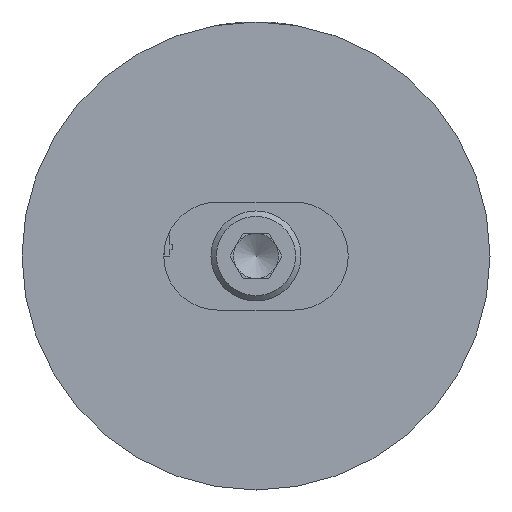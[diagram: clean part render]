
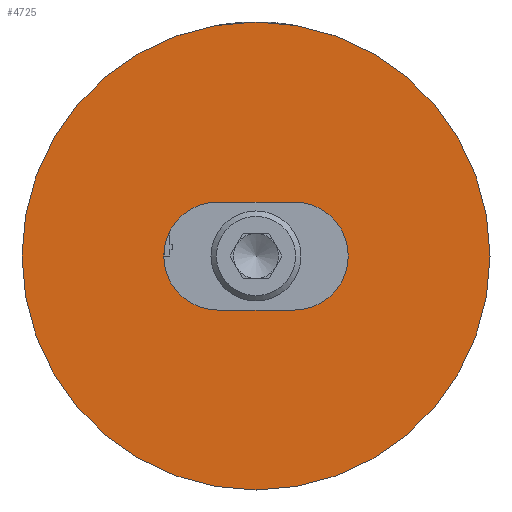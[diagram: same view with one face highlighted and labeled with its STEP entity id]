
A CAD part, front view. The second image highlights one B-rep face of the part: STEP entity #4725.
In plain terms, the highlighted planar face has unit normal (0, -1, 0).
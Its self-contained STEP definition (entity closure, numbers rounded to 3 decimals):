
#104 = DIRECTION ( 'NONE',  ( 0., 1., 0. ) ) ;
#157 = FACE_OUTER_BOUND ( 'NONE', #16165, .T. ) ;
#1747 = CARTESIAN_POINT ( 'NONE',  ( -4.25, 0., 6. ) ) ;
#1857 = DIRECTION ( 'NONE',  ( 0., 0., 1. ) ) ;
#2032 = ORIENTED_EDGE ( 'NONE', *, *, #18471, .T. ) ;
#2497 = DIRECTION ( 'NONE',  ( -1., 0., 0. ) ) ;
#2530 = VERTEX_POINT ( 'NONE', #5738 ) ;
#2730 = AXIS2_PLACEMENT_3D ( 'NONE', #5319, #104, #1857 ) ;
#2801 = AXIS2_PLACEMENT_3D ( 'NONE', #10686, #6788, #12420 ) ;
#3043 = ORIENTED_EDGE ( 'NONE', *, *, #6555, .T. ) ;
#3215 = CARTESIAN_POINT ( 'NONE',  ( 4.25, 0., -6. ) ) ;
#3715 = DIRECTION ( 'NONE',  ( 0., 0., 1. ) ) ;
#4725 = ADVANCED_FACE ( 'NONE', ( #15937, #157 ), #23201, .F. ) ;
#4794 = ORIENTED_EDGE ( 'NONE', *, *, #23276, .F. ) ;
#5319 = CARTESIAN_POINT ( 'NONE',  ( -4.25, 0., 0. ) ) ;
#5323 = EDGE_CURVE ( 'NONE', #14339, #20629, #22970, .T. ) ;
#5738 = CARTESIAN_POINT ( 'NONE',  ( -4.25, 0., 6. ) ) ;
#5921 = DIRECTION ( 'NONE',  ( 0., 1., 0. ) ) ;
#6057 = VECTOR ( 'NONE', #22057, 1000. ) ;
#6555 = EDGE_CURVE ( 'NONE', #2530, #11190, #10831, .T. ) ;
#6788 = DIRECTION ( 'NONE',  ( 0., 1., 0. ) ) ;
#7646 = CARTESIAN_POINT ( 'NONE',  ( 0., 0., 26. ) ) ;
#8662 = AXIS2_PLACEMENT_3D ( 'NONE', #16594, #14465, #3715 ) ;
#8947 = CARTESIAN_POINT ( 'NONE',  ( -4.25, 0., -6. ) ) ;
#10507 = EDGE_CURVE ( 'NONE', #11190, #14339, #15013, .T. ) ;
#10686 = CARTESIAN_POINT ( 'NONE',  ( 0., 0., 0. ) ) ;
#10831 = LINE ( 'NONE', #1747, #6057 ) ;
#11190 = VERTEX_POINT ( 'NONE', #13678 ) ;
#11502 = DIRECTION ( 'NONE',  ( 0., 0., 1. ) ) ;
#11930 = CIRCLE ( 'NONE', #8662, 26. ) ;
#12420 = DIRECTION ( 'NONE',  ( 0., 0., 1. ) ) ;
#13271 = CARTESIAN_POINT ( 'NONE',  ( -4.25, 0., -6. ) ) ;
#13678 = CARTESIAN_POINT ( 'NONE',  ( 4.25, 0., 6. ) ) ;
#14339 = VERTEX_POINT ( 'NONE', #3215 ) ;
#14465 = DIRECTION ( 'NONE',  ( 0., 1., 0. ) ) ;
#14496 = CARTESIAN_POINT ( 'NONE',  ( 4.25, 0., 0. ) ) ;
#15013 = CIRCLE ( 'NONE', #20620, 6. ) ;
#15937 = FACE_BOUND ( 'NONE', #22082, .T. ) ;
#16165 = EDGE_LOOP ( 'NONE', ( #4794 ) ) ;
#16594 = CARTESIAN_POINT ( 'NONE',  ( 0., 0., 0. ) ) ;
#17622 = VECTOR ( 'NONE', #2497, 1000. ) ;
#17854 = ORIENTED_EDGE ( 'NONE', *, *, #5323, .T. ) ;
#18471 = EDGE_CURVE ( 'NONE', #20629, #2530, #21030, .T. ) ;
#20620 = AXIS2_PLACEMENT_3D ( 'NONE', #14496, #5921, #11502 ) ;
#20629 = VERTEX_POINT ( 'NONE', #8947 ) ;
#20644 = VERTEX_POINT ( 'NONE', #7646 ) ;
#21030 = CIRCLE ( 'NONE', #2730, 6. ) ;
#21547 = ORIENTED_EDGE ( 'NONE', *, *, #10507, .T. ) ;
#22057 = DIRECTION ( 'NONE',  ( 1., 0., 0. ) ) ;
#22082 = EDGE_LOOP ( 'NONE', ( #17854, #2032, #3043, #21547 ) ) ;
#22970 = LINE ( 'NONE', #13271, #17622 ) ;
#23201 = PLANE ( 'NONE',  #2801 ) ;
#23276 = EDGE_CURVE ( 'NONE', #20644, #20644, #11930, .T. ) ;
